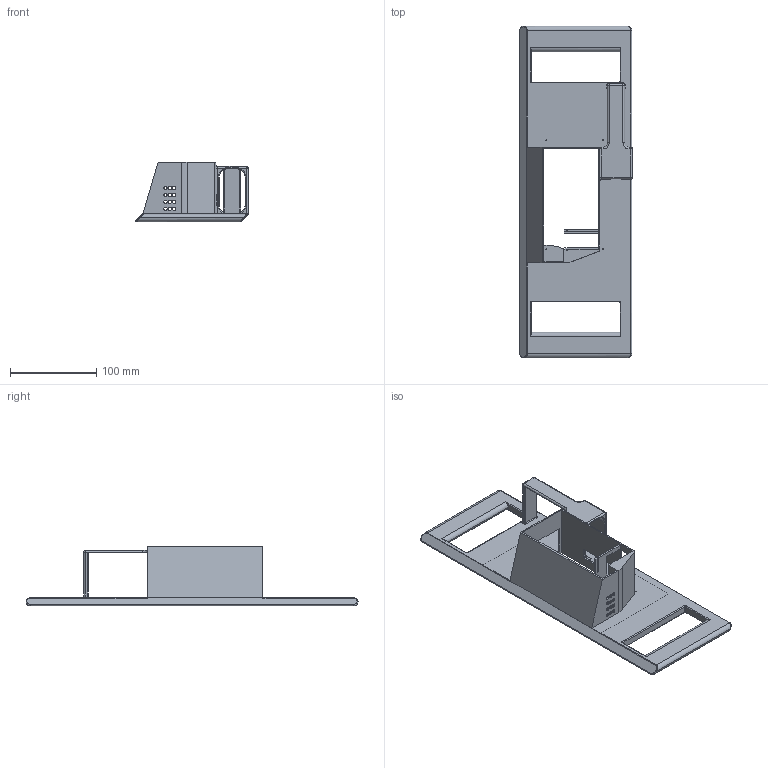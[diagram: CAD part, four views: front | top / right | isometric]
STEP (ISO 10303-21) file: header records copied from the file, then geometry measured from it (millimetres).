
FILE_DESCRIPTION (( 'STEP AP203' ), '1' );
FILE_NAME ('Case v6.STEP', '2021-12-15T03:16:52', ( '' ), ( '' ), 'SwSTEP 2.0', 'SolidWorks 2022', '' );
FILE_SCHEMA (( 'CONFIG_CONTROL_DESIGN' ));
Length unit declared in the file: millimetre
Products named in the file (1): Case v6
Bounding box: 130.57 x 384.97 x 69.2 mm (x, y, z)
Volume: 332771 mm3; surface area: 139373 mm2
Topology: 1 solids, 1 shells, 220 faces, 597 edges, 372 vertices
Faces by surface type: cylinder 97, plane 81, torus 24, bspline 14, sphere 4
Entity records: 7697 total; most frequent: CARTESIAN_POINT 2022, ORIENTED_EDGE 1186, DIRECTION 1160, EDGE_CURVE 593, AXIS2_PLACEMENT_3D 413, VERTEX_POINT 372, VECTOR 334, LINE 334
